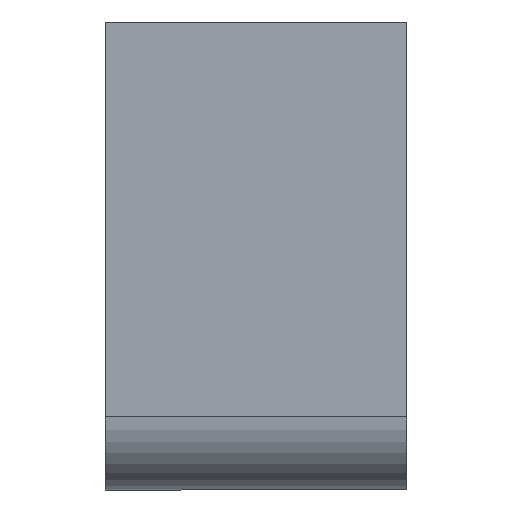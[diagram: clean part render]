
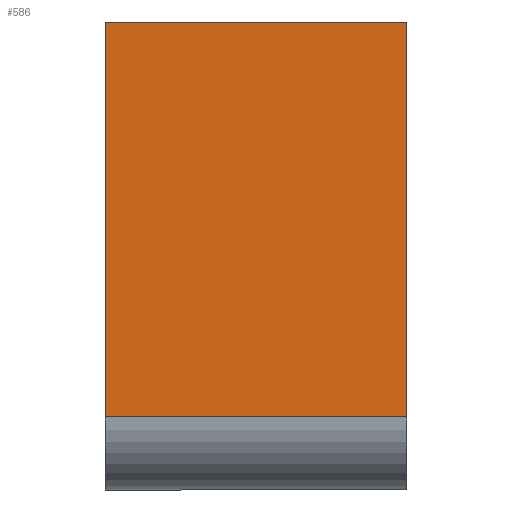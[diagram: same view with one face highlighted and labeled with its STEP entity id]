
A CAD part, left-side view. The second image highlights one B-rep face of the part: STEP entity #586.
In plain terms, the highlighted planar face has unit normal (-1, 0, 0).
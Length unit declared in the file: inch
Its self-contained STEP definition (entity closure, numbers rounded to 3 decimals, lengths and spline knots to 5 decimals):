
#22 = VERTEX_POINT ( 'NONE', #885 ) ;
#165 = DIRECTION ( 'NONE',  ( 0., 1., 0. ) ) ;
#212 = EDGE_CURVE ( 'NONE', #296, #22, #861, .T. ) ;
#296 = VERTEX_POINT ( 'NONE', #635 ) ;
#328 = ORIENTED_EDGE ( 'NONE', *, *, #1400, .F. ) ;
#331 = VECTOR ( 'NONE', #645, 39.37008 ) ;
#338 = CARTESIAN_POINT ( 'NONE',  ( -1.06299, -0.20276, 0.31496 ) ) ;
#445 = VECTOR ( 'NONE', #165, 39.37008 ) ;
#473 = EDGE_LOOP ( 'NONE', ( #1765, #1169, #328, #1031 ) ) ;
#487 = EDGE_CURVE ( 'NONE', #1529, #809, #688, .T. ) ;
#552 = VECTOR ( 'NONE', #1801, 39.37008 ) ;
#586 = ADVANCED_FACE ( 'NONE', ( #615 ), #703, .F. ) ;
#615 = FACE_OUTER_BOUND ( 'NONE', #473, .T. ) ;
#635 = CARTESIAN_POINT ( 'NONE',  ( -1.06299, 0.20276, -0.21654 ) ) ;
#645 = DIRECTION ( 'NONE',  ( 0., -1., 0. ) ) ;
#681 = LINE ( 'NONE', #1630, #331 ) ;
#688 = LINE ( 'NONE', #1632, #552 ) ;
#694 = AXIS2_PLACEMENT_3D ( 'NONE', #2023, #1047, #1847 ) ;
#703 = PLANE ( 'NONE',  #694 ) ;
#806 = CARTESIAN_POINT ( 'NONE',  ( -1.06299, -0.20276, -0.21654 ) ) ;
#809 = VERTEX_POINT ( 'NONE', #1783 ) ;
#861 = LINE ( 'NONE', #1327, #1210 ) ;
#885 = CARTESIAN_POINT ( 'NONE',  ( -1.06299, 0.20276, 0.31496 ) ) ;
#1031 = ORIENTED_EDGE ( 'NONE', *, *, #212, .F. ) ;
#1047 = DIRECTION ( 'NONE',  ( 1., 0., 0. ) ) ;
#1169 = ORIENTED_EDGE ( 'NONE', *, *, #487, .F. ) ;
#1210 = VECTOR ( 'NONE', #1970, 39.37008 ) ;
#1327 = CARTESIAN_POINT ( 'NONE',  ( -1.06299, 0.20276, -0.31496 ) ) ;
#1387 = LINE ( 'NONE', #806, #445 ) ;
#1400 = EDGE_CURVE ( 'NONE', #22, #1529, #681, .T. ) ;
#1529 = VERTEX_POINT ( 'NONE', #338 ) ;
#1630 = CARTESIAN_POINT ( 'NONE',  ( -1.06299, 0.20276, 0.31496 ) ) ;
#1632 = CARTESIAN_POINT ( 'NONE',  ( -1.06299, -0.20276, 0.31496 ) ) ;
#1765 = ORIENTED_EDGE ( 'NONE', *, *, #2121, .F. ) ;
#1783 = CARTESIAN_POINT ( 'NONE',  ( -1.06299, -0.20276, -0.21654 ) ) ;
#1801 = DIRECTION ( 'NONE',  ( 0., 0., -1. ) ) ;
#1847 = DIRECTION ( 'NONE',  ( 0., 1., 0. ) ) ;
#1970 = DIRECTION ( 'NONE',  ( 0., 0., 1. ) ) ;
#2023 = CARTESIAN_POINT ( 'NONE',  ( -1.06299, -0.20276, -0.31496 ) ) ;
#2121 = EDGE_CURVE ( 'NONE', #809, #296, #1387, .T. ) ;
